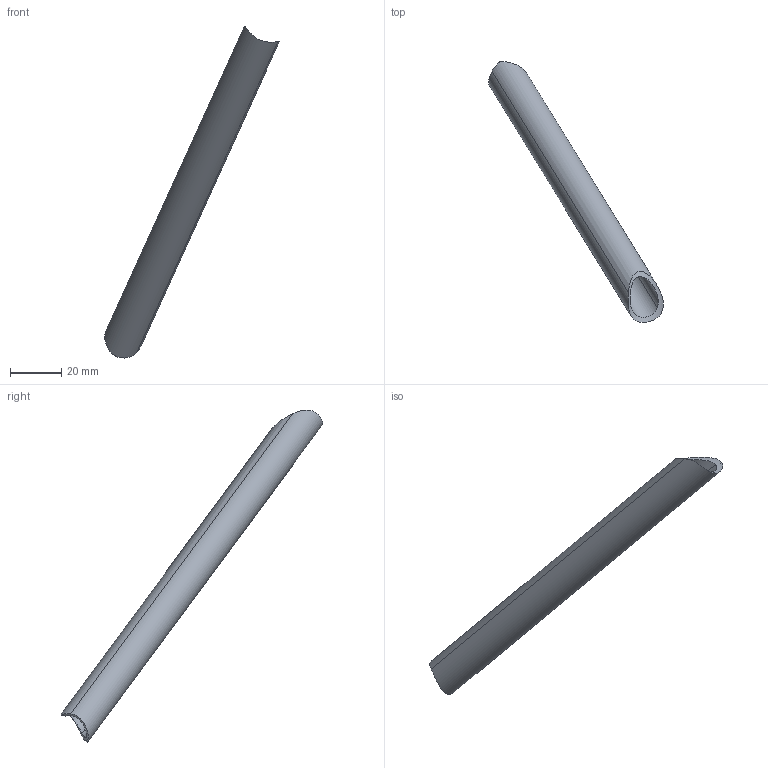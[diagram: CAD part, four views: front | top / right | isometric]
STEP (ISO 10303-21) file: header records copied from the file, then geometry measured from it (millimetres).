
FILE_DESCRIPTION(('STEP AP214'),'1');
FILE_NAME('65.stp','2018-02-08T14:11:23',(' '),(' '),'Spatial InterOp 3D',' ',' ');
FILE_SCHEMA(('automotive_design'));
Length unit declared in the file: metre
Products named in the file (1): Corps1
Bounding box: 68.39 x 102.32 x 129.93 mm (x, y, z)
Volume: 9925.1 mm3; surface area: 13411.3 mm2
Topology: 1 solids, 1 shells, 9 faces, 26 edges, 18 vertices
Faces by surface type: cylinder 9
Entity records: 719 total; most frequent: CARTESIAN_POINT 414, ORIENTED_EDGE 52, DIRECTION 28, EDGE_CURVE 26, B_SPLINE_CURVE_WITH_KNOTS 20, VERTEX_POINT 18, AXIS2_PLACEMENT_3D 12, STYLED_ITEM 10
